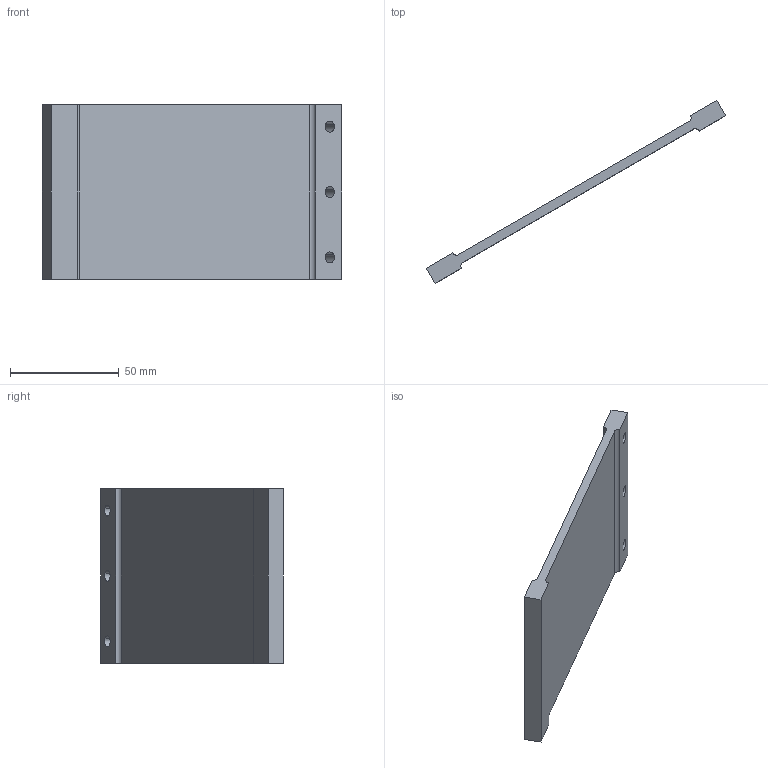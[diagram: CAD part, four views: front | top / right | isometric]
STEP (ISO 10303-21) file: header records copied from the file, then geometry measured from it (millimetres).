
FILE_DESCRIPTION(('CoCreate Modeling STEP Export'),'2;1');
FILE_NAME('m71.stp','2011-05-24T12:48:35',(''),(''),'CoCreate Modeling STEP processor for AP214 (Solid Model)','CoCreate Modeling 18.0P1120 20-Nov-2010 (C) Parametric Technology GmbH','');
FILE_SCHEMA(('AUTOMOTIVE_DESIGN { 1 0 10303 214 1 1 1 1 }'));
Length unit declared in the file: millimetre
Products named in the file (1): BODY_47____SOL2157_-_WSP__1VOLA.PRT
Bounding box: 137.37 x 83.93 x 80 mm (x, y, z)
Volume: 58043.5 mm3; surface area: 28007.4 mm2
Topology: 1 solids, 1 shells, 20 faces, 54 edges, 36 vertices
Faces by surface type: cylinder 10, plane 10
Entity records: 642 total; most frequent: ORIENTED_EDGE 108, CARTESIAN_POINT 105, DIRECTION 104, EDGE_CURVE 54, VERTEX_POINT 36, AXIS2_PLACEMENT_3D 35, VECTOR 34, LINE 34
